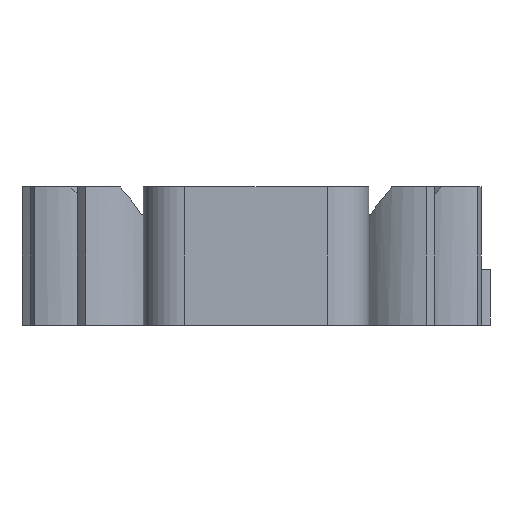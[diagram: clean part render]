
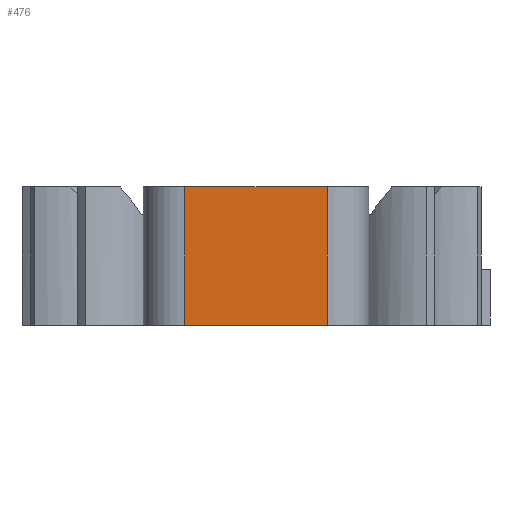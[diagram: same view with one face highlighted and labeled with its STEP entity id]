
A CAD part, front view. The second image highlights one B-rep face of the part: STEP entity #476.
In plain terms, the highlighted planar face has unit normal (0, -1, 0).
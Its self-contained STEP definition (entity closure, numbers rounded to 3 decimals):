
#46 = VECTOR ( 'NONE', #986, 1000. ) ;
#166 = VERTEX_POINT ( 'NONE', #2781 ) ;
#276 = CARTESIAN_POINT ( 'NONE',  ( 4.073, -15.574, 28.194 ) ) ;
#336 = ORIENTED_EDGE ( 'NONE', *, *, #1778, .T. ) ;
#476 = ADVANCED_FACE ( 'NONE', ( #2467 ), #663, .T. ) ;
#642 = CARTESIAN_POINT ( 'NONE',  ( -6.267, -15.574, 28.194 ) ) ;
#663 = PLANE ( 'NONE',  #883 ) ;
#841 = LINE ( 'NONE', #642, #1408 ) ;
#883 = AXIS2_PLACEMENT_3D ( 'NONE', #1541, #2512, #1567 ) ;
#919 = EDGE_CURVE ( 'NONE', #166, #2743, #1580, .T. ) ;
#959 = ORIENTED_EDGE ( 'NONE', *, *, #919, .F. ) ;
#986 = DIRECTION ( 'NONE',  ( -1., 0., 0. ) ) ;
#1106 = EDGE_LOOP ( 'NONE', ( #1375, #2611, #959, #336 ) ) ;
#1163 = VERTEX_POINT ( 'NONE', #2668 ) ;
#1375 = ORIENTED_EDGE ( 'NONE', *, *, #2749, .T. ) ;
#1408 = VECTOR ( 'NONE', #2383, 1000. ) ;
#1528 = VECTOR ( 'NONE', #2062, 1000. ) ;
#1541 = CARTESIAN_POINT ( 'NONE',  ( 7.073, -15.574, 28.194 ) ) ;
#1549 = VERTEX_POINT ( 'NONE', #1947 ) ;
#1567 = DIRECTION ( 'NONE',  ( 0., 0., -1. ) ) ;
#1580 = LINE ( 'NONE', #2496, #1528 ) ;
#1604 = CARTESIAN_POINT ( 'NONE',  ( 7.073, -15.574, 10. ) ) ;
#1735 = VECTOR ( 'NONE', #2073, 1000. ) ;
#1778 = EDGE_CURVE ( 'NONE', #166, #1163, #2294, .T. ) ;
#1947 = CARTESIAN_POINT ( 'NONE',  ( -6.267, -15.574, 10. ) ) ;
#2000 = EDGE_CURVE ( 'NONE', #1549, #2743, #841, .T. ) ;
#2062 = DIRECTION ( 'NONE',  ( -1., 0., 0. ) ) ;
#2067 = LINE ( 'NONE', #1604, #46 ) ;
#2073 = DIRECTION ( 'NONE',  ( 0., 0., 1. ) ) ;
#2294 = LINE ( 'NONE', #276, #1735 ) ;
#2383 = DIRECTION ( 'NONE',  ( 0., 0., -1. ) ) ;
#2467 = FACE_OUTER_BOUND ( 'NONE', #1106, .T. ) ;
#2496 = CARTESIAN_POINT ( 'NONE',  ( 7.073, -15.574, 0. ) ) ;
#2512 = DIRECTION ( 'NONE',  ( 0., -1., 0. ) ) ;
#2611 = ORIENTED_EDGE ( 'NONE', *, *, #2000, .T. ) ;
#2668 = CARTESIAN_POINT ( 'NONE',  ( 4.073, -15.574, 10. ) ) ;
#2743 = VERTEX_POINT ( 'NONE', #2881 ) ;
#2749 = EDGE_CURVE ( 'NONE', #1163, #1549, #2067, .T. ) ;
#2781 = CARTESIAN_POINT ( 'NONE',  ( 4.073, -15.574, 0. ) ) ;
#2881 = CARTESIAN_POINT ( 'NONE',  ( -6.267, -15.574, 0. ) ) ;
